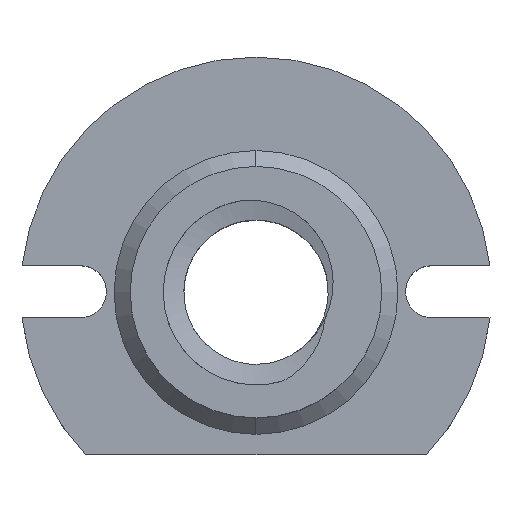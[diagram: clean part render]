
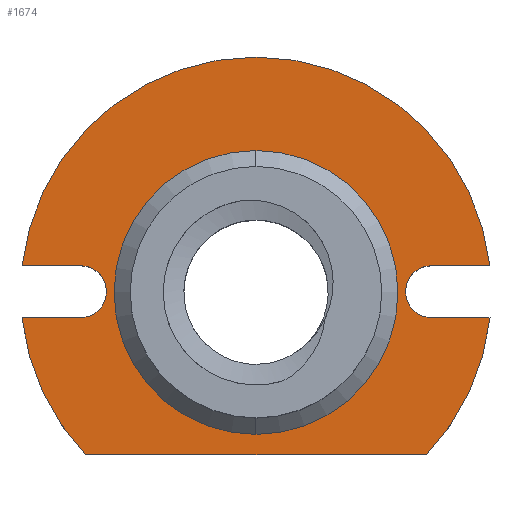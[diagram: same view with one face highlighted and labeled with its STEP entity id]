
A CAD part, top view. The second image highlights one B-rep face of the part: STEP entity #1674.
In plain terms, the highlighted face is planar.
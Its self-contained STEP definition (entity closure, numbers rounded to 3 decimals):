
#8 = CARTESIAN_POINT ( 'NONE',  ( 0., 5., 8.747 ) ) ;
#12 = VECTOR ( 'NONE', #3134, 1000. ) ;
#15 = CARTESIAN_POINT ( 'NONE',  ( 0., 5., -14.5 ) ) ;
#32 = VERTEX_POINT ( 'NONE', #8 ) ;
#74 = AXIS2_PLACEMENT_3D ( 'NONE', #393, #109, #671 ) ;
#105 = AXIS2_PLACEMENT_3D ( 'NONE', #843, #2198, #584 ) ;
#109 = DIRECTION ( 'NONE',  ( 0., -1., 0. ) ) ;
#122 = DIRECTION ( 'NONE',  ( 0., -1., 0. ) ) ;
#180 = CARTESIAN_POINT ( 'NONE',  ( -15.871, 5., 1.552 ) ) ;
#208 = DIRECTION ( 'NONE',  ( 0., 0., -1. ) ) ;
#217 = EDGE_LOOP ( 'NONE', ( #1276, #1450, #790, #983, #2648, #594, #746, #557, #304, #474, #520 ) ) ;
#263 = VERTEX_POINT ( 'NONE', #2879 ) ;
#281 = CIRCLE ( 'NONE', #1578, 8.747 ) ;
#304 = ORIENTED_EDGE ( 'NONE', *, *, #1977, .F. ) ;
#319 = AXIS2_PLACEMENT_3D ( 'NONE', #1909, #1714, #598 ) ;
#375 = LINE ( 'NONE', #180, #12 ) ;
#386 = VERTEX_POINT ( 'NONE', #15 ) ;
#393 = CARTESIAN_POINT ( 'NONE',  ( 0., 5., 0. ) ) ;
#412 = AXIS2_PLACEMENT_3D ( 'NONE', #1834, #2039, #1033 ) ;
#417 = CARTESIAN_POINT ( 'NONE',  ( -10.5, 5., 10. ) ) ;
#474 = ORIENTED_EDGE ( 'NONE', *, *, #3007, .F. ) ;
#485 = ORIENTED_EDGE ( 'NONE', *, *, #3077, .T. ) ;
#505 = CIRCLE ( 'NONE', #3274, 14.5 ) ;
#508 = CIRCLE ( 'NONE', #412, 1.6 ) ;
#514 = CARTESIAN_POINT ( 'NONE',  ( -14.406, 5., -1.648 ) ) ;
#520 = ORIENTED_EDGE ( 'NONE', *, *, #2027, .F. ) ;
#546 = DIRECTION ( 'NONE',  ( 0., -1., 0. ) ) ;
#552 = VERTEX_POINT ( 'NONE', #2586 ) ;
#557 = ORIENTED_EDGE ( 'NONE', *, *, #1084, .F. ) ;
#584 = DIRECTION ( 'NONE',  ( 0., 0., -1. ) ) ;
#594 = ORIENTED_EDGE ( 'NONE', *, *, #2444, .F. ) ;
#598 = DIRECTION ( 'NONE',  ( 0., 0., -1. ) ) ;
#627 = CARTESIAN_POINT ( 'NONE',  ( 15.871, 5., -1.648 ) ) ;
#671 = DIRECTION ( 'NONE',  ( 0., 0., -1. ) ) ;
#721 = LINE ( 'NONE', #2174, #2704 ) ;
#746 = ORIENTED_EDGE ( 'NONE', *, *, #1376, .F. ) ;
#762 = DIRECTION ( 'NONE',  ( 0., 1., 0. ) ) ;
#780 = FACE_BOUND ( 'NONE', #3395, .T. ) ;
#782 = EDGE_CURVE ( 'NONE', #1735, #552, #892, .T. ) ;
#790 = ORIENTED_EDGE ( 'NONE', *, *, #2036, .F. ) ;
#822 = DIRECTION ( 'NONE',  ( -1., 0., 0. ) ) ;
#843 = CARTESIAN_POINT ( 'NONE',  ( 0., 5., 0. ) ) ;
#891 = CIRCLE ( 'NONE', #1409, 8.747 ) ;
#892 = LINE ( 'NONE', #627, #2928 ) ;
#900 = ORIENTED_EDGE ( 'NONE', *, *, #1569, .T. ) ;
#969 = CARTESIAN_POINT ( 'NONE',  ( 0., 5., 0. ) ) ;
#983 = ORIENTED_EDGE ( 'NONE', *, *, #1937, .F. ) ;
#1033 = DIRECTION ( 'NONE',  ( 0., 0., 1. ) ) ;
#1061 = CARTESIAN_POINT ( 'NONE',  ( 0., 5., 0. ) ) ;
#1084 = EDGE_CURVE ( 'NONE', #1536, #1948, #3048, .T. ) ;
#1125 = CARTESIAN_POINT ( 'NONE',  ( 15.871, 5., 1.552 ) ) ;
#1134 = CIRCLE ( 'NONE', #105, 14.5 ) ;
#1146 = CARTESIAN_POINT ( 'NONE',  ( 14.417, 5., 1.552 ) ) ;
#1148 = VERTEX_POINT ( 'NONE', #1146 ) ;
#1223 = VERTEX_POINT ( 'NONE', #417 ) ;
#1276 = ORIENTED_EDGE ( 'NONE', *, *, #3246, .F. ) ;
#1376 = EDGE_CURVE ( 'NONE', #1948, #386, #2884, .T. ) ;
#1402 = DIRECTION ( 'NONE',  ( 1., 0., 0. ) ) ;
#1409 = AXIS2_PLACEMENT_3D ( 'NONE', #2947, #122, #2162 ) ;
#1450 = ORIENTED_EDGE ( 'NONE', *, *, #1752, .F. ) ;
#1480 = PLANE ( 'NONE',  #74 ) ;
#1521 = DIRECTION ( 'NONE',  ( 0., 0., -1. ) ) ;
#1536 = VERTEX_POINT ( 'NONE', #3474 ) ;
#1569 = EDGE_CURVE ( 'NONE', #32, #263, #891, .T. ) ;
#1578 = AXIS2_PLACEMENT_3D ( 'NONE', #969, #2865, #1521 ) ;
#1626 = DIRECTION ( 'NONE',  ( -1., 0., 0. ) ) ;
#1654 = VECTOR ( 'NONE', #822, 1000. ) ;
#1674 = ADVANCED_FACE ( 'NONE', ( #780, #2585 ), #1480, .F. ) ;
#1713 = AXIS2_PLACEMENT_3D ( 'NONE', #2583, #3410, #2030 ) ;
#1714 = DIRECTION ( 'NONE',  ( 0., -1., 0. ) ) ;
#1735 = VERTEX_POINT ( 'NONE', #3374 ) ;
#1752 = EDGE_CURVE ( 'NONE', #1148, #2028, #3226, .T. ) ;
#1834 = CARTESIAN_POINT ( 'NONE',  ( -10.818, 5., -0.048 ) ) ;
#1871 = CARTESIAN_POINT ( 'NONE',  ( -10.818, 5., 1.552 ) ) ;
#1909 = CARTESIAN_POINT ( 'NONE',  ( 0., 5., 0. ) ) ;
#1937 = EDGE_CURVE ( 'NONE', #552, #3401, #2493, .T. ) ;
#1948 = VERTEX_POINT ( 'NONE', #514 ) ;
#1951 = VERTEX_POINT ( 'NONE', #1871 ) ;
#1977 = EDGE_CURVE ( 'NONE', #1951, #1536, #508, .T. ) ;
#2027 = EDGE_CURVE ( 'NONE', #1223, #2067, #1134, .T. ) ;
#2028 = VERTEX_POINT ( 'NONE', #3223 ) ;
#2030 = DIRECTION ( 'NONE',  ( 0., 0., -1. ) ) ;
#2036 = EDGE_CURVE ( 'NONE', #3401, #1148, #2831, .T. ) ;
#2039 = DIRECTION ( 'NONE',  ( 0., 1., 0. ) ) ;
#2067 = VERTEX_POINT ( 'NONE', #2175 ) ;
#2108 = VECTOR ( 'NONE', #1402, 1000. ) ;
#2162 = DIRECTION ( 'NONE',  ( 0., 0., -1. ) ) ;
#2174 = CARTESIAN_POINT ( 'NONE',  ( 0., 5., 10. ) ) ;
#2175 = CARTESIAN_POINT ( 'NONE',  ( -14.417, 5., 1.552 ) ) ;
#2198 = DIRECTION ( 'NONE',  ( 0., -1., 0. ) ) ;
#2444 = EDGE_CURVE ( 'NONE', #386, #1735, #505, .T. ) ;
#2493 = CIRCLE ( 'NONE', #2909, 1.6 ) ;
#2520 = DIRECTION ( 'NONE',  ( -1., 0., 0. ) ) ;
#2583 = CARTESIAN_POINT ( 'NONE',  ( 0., 5., 0. ) ) ;
#2585 = FACE_OUTER_BOUND ( 'NONE', #217, .T. ) ;
#2586 = CARTESIAN_POINT ( 'NONE',  ( 10.818, 5., -1.648 ) ) ;
#2648 = ORIENTED_EDGE ( 'NONE', *, *, #782, .F. ) ;
#2691 = CARTESIAN_POINT ( 'NONE',  ( 10.818, 5., -0.048 ) ) ;
#2704 = VECTOR ( 'NONE', #1626, 1000. ) ;
#2831 = LINE ( 'NONE', #1125, #2108 ) ;
#2865 = DIRECTION ( 'NONE',  ( 0., -1., 0. ) ) ;
#2879 = CARTESIAN_POINT ( 'NONE',  ( 0., 5., -8.747 ) ) ;
#2884 = CIRCLE ( 'NONE', #319, 14.5 ) ;
#2909 = AXIS2_PLACEMENT_3D ( 'NONE', #2691, #762, #208 ) ;
#2928 = VECTOR ( 'NONE', #2520, 1000. ) ;
#2944 = CARTESIAN_POINT ( 'NONE',  ( -15.871, 5., -1.648 ) ) ;
#2947 = CARTESIAN_POINT ( 'NONE',  ( 0., 5., 0. ) ) ;
#3007 = EDGE_CURVE ( 'NONE', #2067, #1951, #375, .T. ) ;
#3048 = LINE ( 'NONE', #2944, #1654 ) ;
#3077 = EDGE_CURVE ( 'NONE', #263, #32, #281, .T. ) ;
#3134 = DIRECTION ( 'NONE',  ( 1., 0., 0. ) ) ;
#3223 = CARTESIAN_POINT ( 'NONE',  ( 10.5, 5., 10. ) ) ;
#3226 = CIRCLE ( 'NONE', #1713, 14.5 ) ;
#3246 = EDGE_CURVE ( 'NONE', #2028, #1223, #721, .T. ) ;
#3274 = AXIS2_PLACEMENT_3D ( 'NONE', #1061, #546, #3512 ) ;
#3374 = CARTESIAN_POINT ( 'NONE',  ( 14.406, 5., -1.648 ) ) ;
#3395 = EDGE_LOOP ( 'NONE', ( #485, #900 ) ) ;
#3401 = VERTEX_POINT ( 'NONE', #3417 ) ;
#3410 = DIRECTION ( 'NONE',  ( 0., -1., 0. ) ) ;
#3417 = CARTESIAN_POINT ( 'NONE',  ( 10.818, 5., 1.552 ) ) ;
#3474 = CARTESIAN_POINT ( 'NONE',  ( -10.818, 5., -1.648 ) ) ;
#3512 = DIRECTION ( 'NONE',  ( 0., 0., -1. ) ) ;
